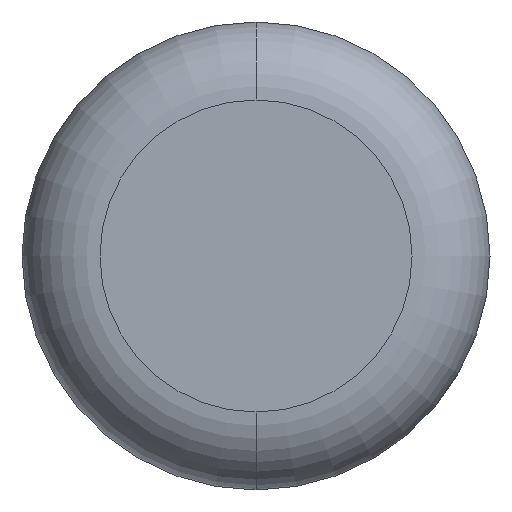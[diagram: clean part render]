
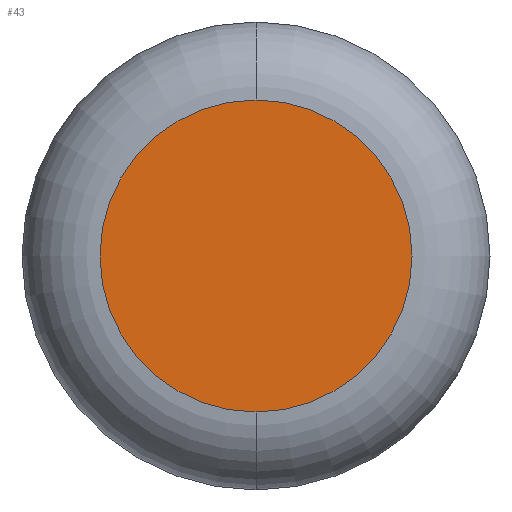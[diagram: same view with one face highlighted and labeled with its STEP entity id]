
A CAD part, front view. The second image highlights one B-rep face of the part: STEP entity #43.
In plain terms, the highlighted planar face has unit normal (0, -1, 0).
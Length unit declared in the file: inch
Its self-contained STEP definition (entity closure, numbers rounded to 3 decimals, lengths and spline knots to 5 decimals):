
#38 = AXIS2_PLACEMENT_3D ( 'NONE', #410, #530, #72 ) ;
#39 = AXIS2_PLACEMENT_3D ( 'NONE', #490, #235, #68 ) ;
#43 = ADVANCED_FACE ( 'NONE', ( #177 ), #106, .T. ) ;
#68 = DIRECTION ( 'NONE',  ( 0., 0., -1. ) ) ;
#72 = DIRECTION ( 'NONE',  ( 0., 0., -1. ) ) ;
#77 = CIRCLE ( 'NONE', #39, 0.25 ) ;
#80 = EDGE_CURVE ( 'NONE', #101, #293, #241, .T. ) ;
#101 = VERTEX_POINT ( 'NONE', #458 ) ;
#106 = PLANE ( 'NONE',  #38 ) ;
#165 = CARTESIAN_POINT ( 'NONE',  ( 0., 0., 0. ) ) ;
#177 = FACE_OUTER_BOUND ( 'NONE', #508, .T. ) ;
#211 = DIRECTION ( 'NONE',  ( 0., 0., -1. ) ) ;
#235 = DIRECTION ( 'NONE',  ( 0., -1., 0. ) ) ;
#241 = CIRCLE ( 'NONE', #430, 0.25 ) ;
#293 = VERTEX_POINT ( 'NONE', #525 ) ;
#335 = DIRECTION ( 'NONE',  ( 0., -1., 0. ) ) ;
#398 = EDGE_CURVE ( 'NONE', #293, #101, #77, .T. ) ;
#410 = CARTESIAN_POINT ( 'NONE',  ( 0., 0., 0. ) ) ;
#428 = ORIENTED_EDGE ( 'NONE', *, *, #80, .T. ) ;
#430 = AXIS2_PLACEMENT_3D ( 'NONE', #165, #335, #211 ) ;
#458 = CARTESIAN_POINT ( 'NONE',  ( 0., 0., -0.25 ) ) ;
#490 = CARTESIAN_POINT ( 'NONE',  ( 0., 0., 0. ) ) ;
#508 = EDGE_LOOP ( 'NONE', ( #428, #549 ) ) ;
#525 = CARTESIAN_POINT ( 'NONE',  ( 0., 0., 0.25 ) ) ;
#530 = DIRECTION ( 'NONE',  ( 0., -1., 0. ) ) ;
#549 = ORIENTED_EDGE ( 'NONE', *, *, #398, .T. ) ;
